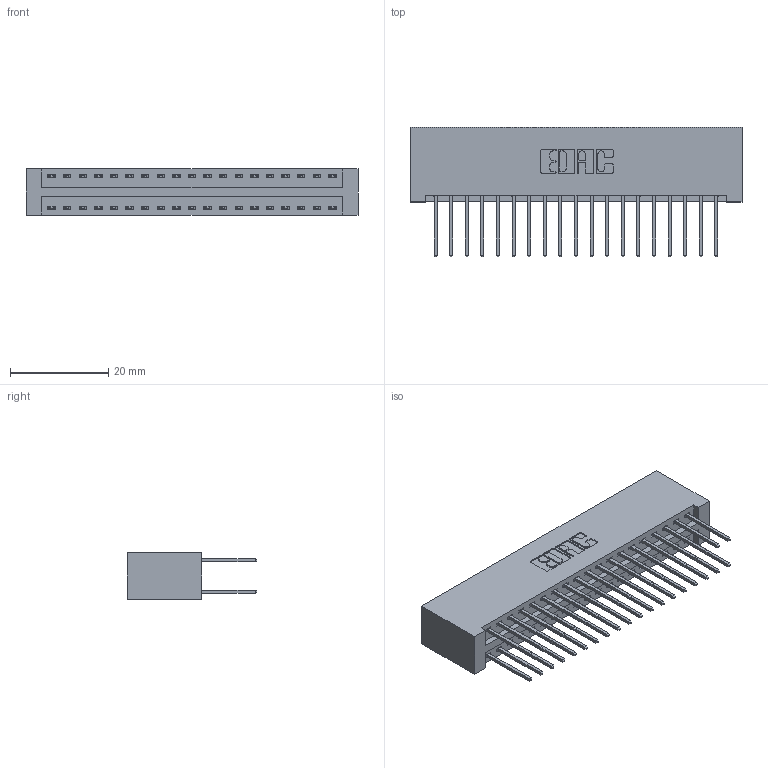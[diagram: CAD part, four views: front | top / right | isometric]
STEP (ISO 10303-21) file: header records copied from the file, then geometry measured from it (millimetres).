
FILE_DESCRIPTION (( 'STEP AP203' ), '1' );
FILE_NAME ('396-038-522-201.STEP', '2018-09-06T07:32:12', ( '' ), ( '' ), 'SwSTEP 2.0', 'SolidWorks 2016', '' );
FILE_SCHEMA (( 'CONFIG_CONTROL_DESIGN' ));
Length unit declared in the file: inch
Products named in the file (3): 346 Part_No Mounting Lugs; 345-292-001_345-293-122; 396-038-522-201
Assembly tree (39 placements, depth 2):
  396-038-522-201
    346 Part_No Mounting Lugs
    345-292-001_345-293-122  x38
Bounding box: 67.56 x 26.42 x 9.4 mm (x, y, z)
Volume: 7080.3 mm3; surface area: 9985.5 mm2
Topology: 39 solids, 39 shells, 2090 faces, 6195 edges, 4078 vertices
Faces by surface type: plane 1402, cylinder 688
Entity records: 15237 total; most frequent: CARTESIAN_POINT 2540, ORIENTED_EDGE 2474, DIRECTION 2285, EDGE_CURVE 1237, VECTOR 1037, LINE 1037, VERTEX_POINT 822, AXIS2_PLACEMENT_3D 624
